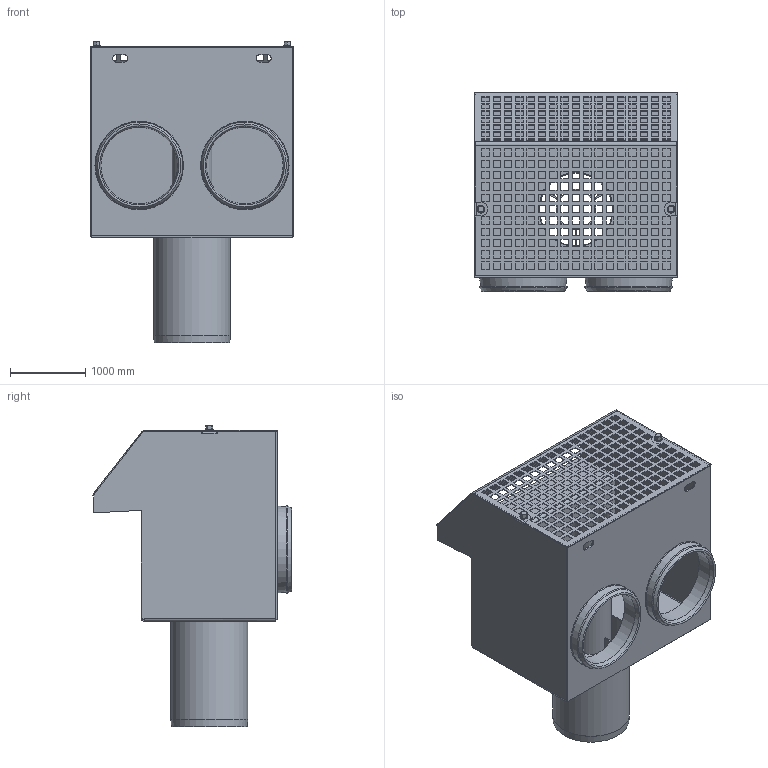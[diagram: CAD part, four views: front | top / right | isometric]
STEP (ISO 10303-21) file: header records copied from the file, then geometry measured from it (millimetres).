
FILE_DESCRIPTION(/* description */ (''),/* implementation_level */ '2;1');
FILE_NAME(/* name */ '00446.100X_3D.stp',/* time_stamp */ '2024-12-11T12:56:31+01:00',/* author */ ('CAD'),/* organization */ (''),/* preprocessor_version */ 'ST-DEVELOPER v20',/* originating_system */ 'AutoCAD Mechanical',/* authorisation */ '');
FILE_SCHEMA (('AUTOMOTIVE_DESIGN { 1 0 10303 214 3 1 1 }'));
Length unit declared in the file: centimetre
Products named in the file (4): Product; *S0; *U2; *U1
Assembly tree (5 placements, depth 3):
  Product
    *S0
    *U2
      *U1  x3
Bounding box: 2700 x 2640.36 x 3997 mm (x, y, z)
Volume: 788606554.1 mm3; surface area: 86108056.3 mm2
Topology: 12 solids, 12 shells, 1537 faces, 4389 edges, 2888 vertices
Faces by surface type: plane 1401, cone 67, cylinder 47, torus 18, bspline 4
Full cylindrical faces by diameter (mm): 48 x2, 70 x2, 76 x2, 500 x1, 530 x1, 980 x2, 1016 x2, 1020 x1, 1134 x2, 1165 x2
Entity records: 50021 total; most frequent: CARTESIAN_POINT 8861, ORIENTED_EDGE 8688, DIRECTION 7621, EDGE_CURVE 4344, LINE 4045, VECTOR 4045, VERTEX_POINT 2850, EDGE_LOOP 2162
